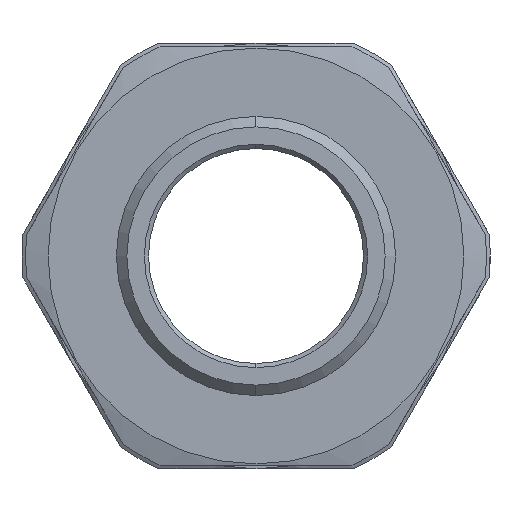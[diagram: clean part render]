
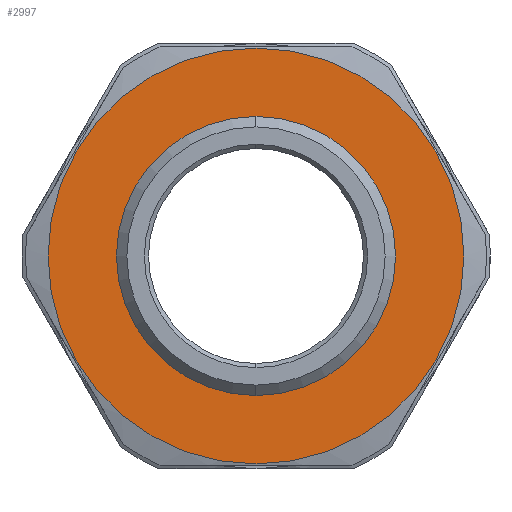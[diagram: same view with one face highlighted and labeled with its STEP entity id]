
A CAD part, left-side view. The second image highlights one B-rep face of the part: STEP entity #2997.
In plain terms, the highlighted planar face has unit normal (-1, 0, 0).
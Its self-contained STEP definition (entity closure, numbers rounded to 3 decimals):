
#143 = DIRECTION ( 'NONE',  ( -1., 0., 0. ) ) ;
#498 = CIRCLE ( 'NONE', #1509, 14.9 ) ;
#592 = FACE_BOUND ( 'NONE', #2453, .T. ) ;
#636 = EDGE_CURVE ( 'NONE', #2003, #1080, #892, .T. ) ;
#786 = DIRECTION ( 'NONE',  ( 0., 0., 1. ) ) ;
#822 = ORIENTED_EDGE ( 'NONE', *, *, #1435, .F. ) ;
#889 = EDGE_LOOP ( 'NONE', ( #822, #1013 ) ) ;
#892 = CIRCLE ( 'NONE', #1759, 10. ) ;
#1013 = ORIENTED_EDGE ( 'NONE', *, *, #1576, .F. ) ;
#1080 = VERTEX_POINT ( 'NONE', #2042 ) ;
#1196 = AXIS2_PLACEMENT_3D ( 'NONE', #1950, #3940, #3997 ) ;
#1254 = FACE_OUTER_BOUND ( 'NONE', #889, .T. ) ;
#1285 = AXIS2_PLACEMENT_3D ( 'NONE', #1376, #4081, #1741 ) ;
#1298 = VERTEX_POINT ( 'NONE', #4184 ) ;
#1350 = CARTESIAN_POINT ( 'NONE',  ( 10.3, 0., -10. ) ) ;
#1376 = CARTESIAN_POINT ( 'NONE',  ( 10.3, 0., 0. ) ) ;
#1433 = CIRCLE ( 'NONE', #2288, 10. ) ;
#1435 = EDGE_CURVE ( 'NONE', #2847, #1298, #498, .T. ) ;
#1509 = AXIS2_PLACEMENT_3D ( 'NONE', #4294, #3256, #1934 ) ;
#1510 = ORIENTED_EDGE ( 'NONE', *, *, #3625, .F. ) ;
#1576 = EDGE_CURVE ( 'NONE', #1298, #2847, #4229, .T. ) ;
#1741 = DIRECTION ( 'NONE',  ( 0., 0., -1. ) ) ;
#1759 = AXIS2_PLACEMENT_3D ( 'NONE', #2829, #143, #786 ) ;
#1934 = DIRECTION ( 'NONE',  ( 0., 0., -1. ) ) ;
#1950 = CARTESIAN_POINT ( 'NONE',  ( 10.3, 0., -17. ) ) ;
#2003 = VERTEX_POINT ( 'NONE', #1350 ) ;
#2042 = CARTESIAN_POINT ( 'NONE',  ( 10.3, 0., 10. ) ) ;
#2288 = AXIS2_PLACEMENT_3D ( 'NONE', #2812, #3135, #4155 ) ;
#2453 = EDGE_LOOP ( 'NONE', ( #4210, #1510 ) ) ;
#2812 = CARTESIAN_POINT ( 'NONE',  ( 10.3, 0., 0. ) ) ;
#2829 = CARTESIAN_POINT ( 'NONE',  ( 10.3, 0., 0. ) ) ;
#2847 = VERTEX_POINT ( 'NONE', #4186 ) ;
#2997 = ADVANCED_FACE ( 'NONE', ( #1254, #592 ), #3329, .F. ) ;
#3135 = DIRECTION ( 'NONE',  ( -1., 0., 0. ) ) ;
#3256 = DIRECTION ( 'NONE',  ( 1., 0., 0. ) ) ;
#3329 = PLANE ( 'NONE',  #1196 ) ;
#3625 = EDGE_CURVE ( 'NONE', #1080, #2003, #1433, .T. ) ;
#3940 = DIRECTION ( 'NONE',  ( 1., 0., 0. ) ) ;
#3997 = DIRECTION ( 'NONE',  ( 0., 0., -1. ) ) ;
#4081 = DIRECTION ( 'NONE',  ( 1., 0., 0. ) ) ;
#4155 = DIRECTION ( 'NONE',  ( 0., 0., 1. ) ) ;
#4184 = CARTESIAN_POINT ( 'NONE',  ( 10.3, 0., 14.9 ) ) ;
#4186 = CARTESIAN_POINT ( 'NONE',  ( 10.3, 0., -14.9 ) ) ;
#4210 = ORIENTED_EDGE ( 'NONE', *, *, #636, .F. ) ;
#4229 = CIRCLE ( 'NONE', #1285, 14.9 ) ;
#4294 = CARTESIAN_POINT ( 'NONE',  ( 10.3, 0., 0. ) ) ;
